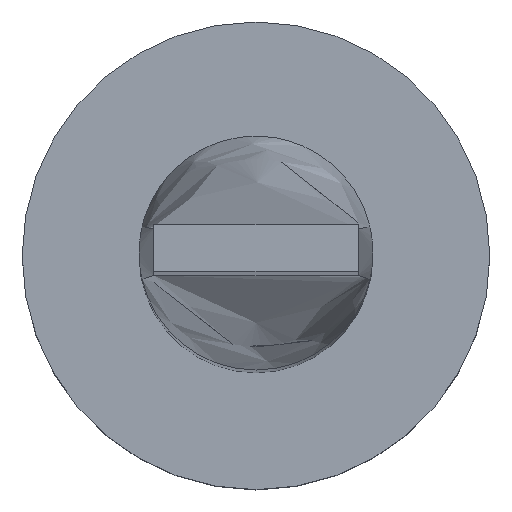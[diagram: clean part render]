
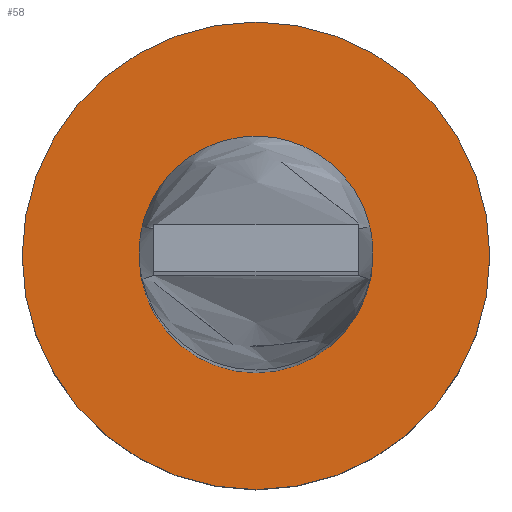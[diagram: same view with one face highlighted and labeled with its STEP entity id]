
A CAD part, top view. The second image highlights one B-rep face of the part: STEP entity #58.
In plain terms, the highlighted planar face has unit normal (0, 0, 1).
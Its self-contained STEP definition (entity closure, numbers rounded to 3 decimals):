
#3 = VERTEX_POINT ( 'NONE', #478 ) ;
#14 = DIRECTION ( 'NONE',  ( 1., 0., 0. ) ) ;
#40 = CARTESIAN_POINT ( 'NONE',  ( 4., 0., 3. ) ) ;
#41 = EDGE_CURVE ( 'NONE', #3, #222, #191, .T. ) ;
#58 = ADVANCED_FACE ( 'NONE', ( #330, #108 ), #558, .T. ) ;
#61 = EDGE_LOOP ( 'NONE', ( #143, #506 ) ) ;
#67 = DIRECTION ( 'NONE',  ( 0., 0., 1. ) ) ;
#71 = VERTEX_POINT ( 'NONE', #421 ) ;
#79 = DIRECTION ( 'NONE',  ( 0., 0., 1. ) ) ;
#81 = EDGE_CURVE ( 'NONE', #222, #3, #114, .T. ) ;
#102 = CARTESIAN_POINT ( 'NONE',  ( 0., 0., 3. ) ) ;
#108 = FACE_OUTER_BOUND ( 'NONE', #61, .T. ) ;
#114 = CIRCLE ( 'NONE', #518, 4. ) ;
#124 = CARTESIAN_POINT ( 'NONE',  ( 0., 0., 3. ) ) ;
#143 = ORIENTED_EDGE ( 'NONE', *, *, #41, .T. ) ;
#163 = ORIENTED_EDGE ( 'NONE', *, *, #324, .F. ) ;
#170 = DIRECTION ( 'NONE',  ( 0., 0., 1. ) ) ;
#174 = CIRCLE ( 'NONE', #353, 2. ) ;
#191 = CIRCLE ( 'NONE', #380, 4. ) ;
#215 = DIRECTION ( 'NONE',  ( 0., 0., 1. ) ) ;
#222 = VERTEX_POINT ( 'NONE', #40 ) ;
#227 = EDGE_CURVE ( 'NONE', #356, #71, #174, .T. ) ;
#284 = DIRECTION ( 'NONE',  ( 0., 0., 1. ) ) ;
#292 = CARTESIAN_POINT ( 'NONE',  ( 0., 0., 3. ) ) ;
#305 = DIRECTION ( 'NONE',  ( 1., 0., 0. ) ) ;
#315 = CIRCLE ( 'NONE', #504, 2. ) ;
#324 = EDGE_CURVE ( 'NONE', #71, #356, #315, .T. ) ;
#330 = FACE_BOUND ( 'NONE', #444, .T. ) ;
#332 = DIRECTION ( 'NONE',  ( 1., 0., 0. ) ) ;
#353 = AXIS2_PLACEMENT_3D ( 'NONE', #124, #170, #527 ) ;
#356 = VERTEX_POINT ( 'NONE', #578 ) ;
#380 = AXIS2_PLACEMENT_3D ( 'NONE', #102, #284, #14 ) ;
#421 = CARTESIAN_POINT ( 'NONE',  ( 2., 0., 3. ) ) ;
#425 = AXIS2_PLACEMENT_3D ( 'NONE', #292, #67, #509 ) ;
#444 = EDGE_LOOP ( 'NONE', ( #545, #163 ) ) ;
#478 = CARTESIAN_POINT ( 'NONE',  ( -4., 0., 3. ) ) ;
#479 = CARTESIAN_POINT ( 'NONE',  ( 0., 0., 3. ) ) ;
#504 = AXIS2_PLACEMENT_3D ( 'NONE', #479, #79, #305 ) ;
#506 = ORIENTED_EDGE ( 'NONE', *, *, #81, .T. ) ;
#509 = DIRECTION ( 'NONE',  ( 1., 0., 0. ) ) ;
#518 = AXIS2_PLACEMENT_3D ( 'NONE', #567, #215, #332 ) ;
#527 = DIRECTION ( 'NONE',  ( 1., 0., 0. ) ) ;
#545 = ORIENTED_EDGE ( 'NONE', *, *, #227, .F. ) ;
#558 = PLANE ( 'NONE',  #425 ) ;
#567 = CARTESIAN_POINT ( 'NONE',  ( 0., 0., 3. ) ) ;
#578 = CARTESIAN_POINT ( 'NONE',  ( -2., 0., 3. ) ) ;
